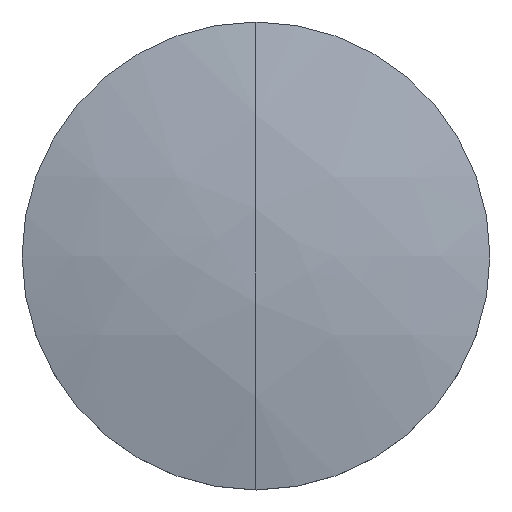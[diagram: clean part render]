
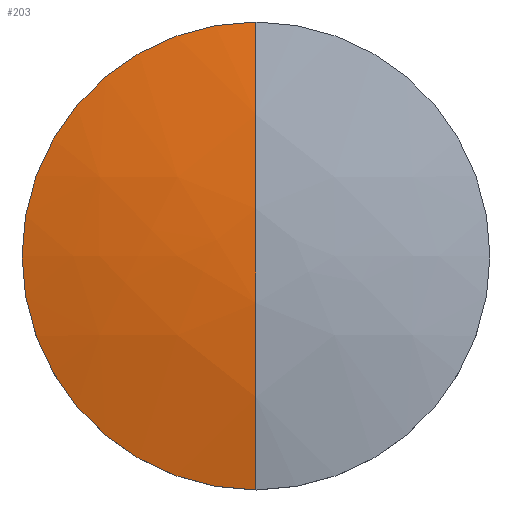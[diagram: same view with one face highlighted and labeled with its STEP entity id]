
A CAD part, top view. The second image highlights one B-rep face of the part: STEP entity #203.
In plain terms, the highlighted free-form (B-spline) face has degree [3, 3] with [4, 4] control points.
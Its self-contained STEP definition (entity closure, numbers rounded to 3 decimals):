
#1 = ORIENTED_EDGE ( 'NONE', *, *, #127, .F. ) ;
#3 = DIRECTION ( 'NONE',  ( 0., 0., -1. ) ) ;
#6 = CARTESIAN_POINT ( 'NONE',  ( -12.7, 0., 4.388 ) ) ;
#12 = CARTESIAN_POINT ( 'NONE',  ( 0., 4.378, 6.562 ) ) ;
#13 = CARTESIAN_POINT ( 'NONE',  ( -8.692, 4.378, 6.01 ) ) ;
#40 = EDGE_CURVE ( 'NONE', #80, #106, #88, .T. ) ;
#55 = DIRECTION ( 'NONE',  ( 1., 0., 0. ) ) ;
#64 = CARTESIAN_POINT ( 'NONE',  ( 0., 12.849, 4.349 ) ) ;
#68 = CIRCLE ( 'NONE', #259, 12.7 ) ;
#80 = VERTEX_POINT ( 'NONE', #167 ) ;
#81 = CARTESIAN_POINT ( 'NONE',  ( -4.176, 12.849, 4.349 ) ) ;
#88 = CIRCLE ( 'NONE', #275, 12.7 ) ;
#93 = DIRECTION ( 'NONE',  ( 1., 0., 0. ) ) ;
#106 = VERTEX_POINT ( 'NONE', #6 ) ;
#107 = CARTESIAN_POINT ( 'NONE',  ( -8.318, -12.849, 3.82 ) ) ;
#112 = DIRECTION ( 'NONE',  ( -1., 0., 0. ) ) ;
#127 = EDGE_CURVE ( 'NONE', #106, #227, #68, .T. ) ;
#134 = CARTESIAN_POINT ( 'NONE',  ( -4.364, -4.378, 6.562 ) ) ;
#151 = CARTESIAN_POINT ( 'NONE',  ( 0., -12.849, 4.349 ) ) ;
#152 = CARTESIAN_POINT ( 'NONE',  ( -8.692, -4.378, 6.01 ) ) ;
#155 = CARTESIAN_POINT ( 'NONE',  ( 0., 12.7, 4.388 ) ) ;
#166 =( BOUNDED_SURFACE ( )  B_SPLINE_SURFACE ( 3, 3, ( 
 ( #151, #245, #107, #284 ),
 ( #198, #134, #152, #248 ),
 ( #12, #179, #13, #197 ),
 ( #64, #81, #246, #243 ) ),
 .UNSPECIFIED., .F., .F., .F. ) 
 B_SPLINE_SURFACE_WITH_KNOTS ( ( 4, 4 ),
 ( 4, 4 ),
 ( 0., 1. ),
 ( 0., 1. ),
 .UNSPECIFIED. ) 
 GEOMETRIC_REPRESENTATION_ITEM ( )  RATIONAL_B_SPLINE_SURFACE ( (
 ( 1., 0.995, 0.995, 1.),
 ( 0.978, 0.973, 0.973, 0.978),
 ( 0.978, 0.973, 0.973, 0.978),
 ( 1., 0.995, 0.995, 1.) ) ) 
 REPRESENTATION_ITEM ( '' )  SURFACE ( )  );
#167 = CARTESIAN_POINT ( 'NONE',  ( 0., -12.7, 4.388 ) ) ;
#175 = DIRECTION ( 'NONE',  ( 0., 0., -1. ) ) ;
#179 = CARTESIAN_POINT ( 'NONE',  ( -4.364, 4.378, 6.562 ) ) ;
#197 = CARTESIAN_POINT ( 'NONE',  ( -12.916, 4.378, 4.913 ) ) ;
#198 = CARTESIAN_POINT ( 'NONE',  ( 0., -4.378, 6.562 ) ) ;
#202 = ORIENTED_EDGE ( 'NONE', *, *, #262, .T. ) ;
#203 = ADVANCED_FACE ( 'NONE', ( #217 ), #166, .T. ) ;
#207 = EDGE_LOOP ( 'NONE', ( #221, #202, #1 ) ) ;
#212 = CARTESIAN_POINT ( 'NONE',  ( 0., 0., 4.388 ) ) ;
#217 = FACE_OUTER_BOUND ( 'NONE', #207, .T. ) ;
#221 = ORIENTED_EDGE ( 'NONE', *, *, #40, .F. ) ;
#224 = DIRECTION ( 'NONE',  ( 0., -1., 0. ) ) ;
#227 = VERTEX_POINT ( 'NONE', #155 ) ;
#229 = CIRCLE ( 'NONE', #285, 50.83 ) ;
#240 = CARTESIAN_POINT ( 'NONE',  ( 0., 0., 4.388 ) ) ;
#243 = CARTESIAN_POINT ( 'NONE',  ( -12.36, 12.849, 2.771 ) ) ;
#245 = CARTESIAN_POINT ( 'NONE',  ( -4.176, -12.849, 4.349 ) ) ;
#246 = CARTESIAN_POINT ( 'NONE',  ( -8.318, 12.849, 3.82 ) ) ;
#248 = CARTESIAN_POINT ( 'NONE',  ( -12.916, -4.378, 4.913 ) ) ;
#259 = AXIS2_PLACEMENT_3D ( 'NONE', #240, #175, #55 ) ;
#262 = EDGE_CURVE ( 'NONE', #80, #227, #229, .T. ) ;
#275 = AXIS2_PLACEMENT_3D ( 'NONE', #212, #3, #93 ) ;
#284 = CARTESIAN_POINT ( 'NONE',  ( -12.36, -12.849, 2.771 ) ) ;
#285 = AXIS2_PLACEMENT_3D ( 'NONE', #288, #112, #224 ) ;
#288 = CARTESIAN_POINT ( 'NONE',  ( 0., 0., -44.83 ) ) ;
